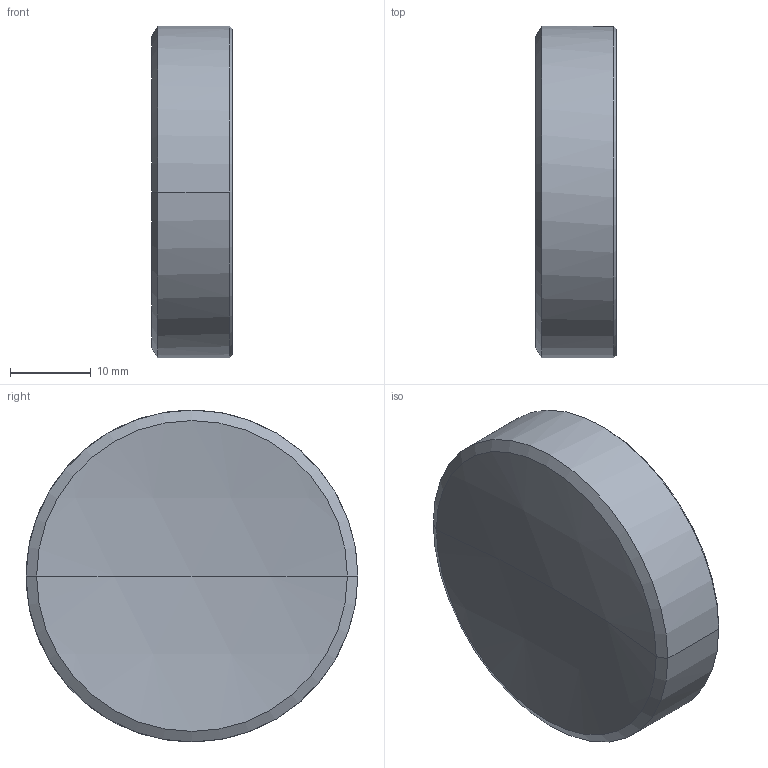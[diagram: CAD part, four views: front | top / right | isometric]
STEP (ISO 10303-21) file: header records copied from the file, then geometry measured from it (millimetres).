
FILE_DESCRIPTION (( 'STEP AP203' ), '1' );
FILE_NAME ('Web Model 11544_11544.step', '2019-12-17T13:45:01', ( '' ), ( '' ), 'SwSTEP 2.0', 'SolidWorks 2018', '' );
FILE_SCHEMA (( 'CONFIG_CONTROL_DESIGN' ));
Length unit declared in the file: millimetre
Products named in the file (1): Web Model 11544_11544
Bounding box: 9.99 x 41 x 41 mm (x, y, z)
Volume: 12336.4 mm3; surface area: 3838.6 mm2
Topology: 1 solids, 1 shells, 10 faces, 19 edges, 11 vertices
Faces by surface type: cone 5, cylinder 2, sphere 2, plane 1
Entity records: 343 total; most frequent: CARTESIAN_POINT 67, DIRECTION 44, ORIENTED_EDGE 38, AXIS2_PLACEMENT_3D 20, EDGE_CURVE 19, VERTEX_POINT 11, ADVANCED_FACE 10, FACE_OUTER_BOUND 10
